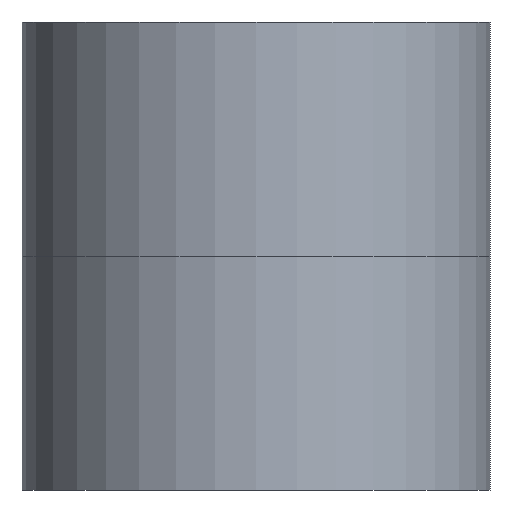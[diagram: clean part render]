
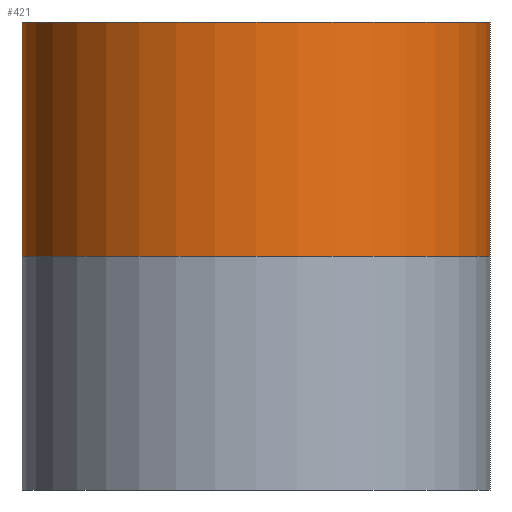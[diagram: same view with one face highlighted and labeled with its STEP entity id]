
A CAD part, front view. The second image highlights one B-rep face of the part: STEP entity #421.
In plain terms, the highlighted cylindrical face has radius 6.35 mm (diameter 12.7 mm), a full revolution.
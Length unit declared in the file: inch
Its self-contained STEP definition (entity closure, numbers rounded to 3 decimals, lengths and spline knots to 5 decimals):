
#17=CYLINDRICAL_SURFACE('',#463,0.25);
#26=CIRCLE('',#456,0.25);
#30=CIRCLE('',#464,0.25);
#31=CIRCLE('',#465,0.25);
#51=FACE_OUTER_BOUND('',#77,.T.);
#77=EDGE_LOOP('',(#350,#351,#352,#353,#354,#355,#356));
#124=LINE('',#678,#171);
#125=LINE('',#682,#172);
#126=LINE('',#685,#173);
#171=VECTOR('',#559,0.25);
#172=VECTOR('',#562,0.3937);
#173=VECTOR('',#565,0.3937);
#205=VERTEX_POINT('',#663);
#209=VERTEX_POINT('',#677);
#210=VERTEX_POINT('',#679);
#211=VERTEX_POINT('',#681);
#212=VERTEX_POINT('',#683);
#254=EDGE_CURVE('',#205,#205,#26,.T.);
#260=EDGE_CURVE('',#205,#209,#124,.T.);
#261=EDGE_CURVE('',#210,#209,#30,.T.);
#262=EDGE_CURVE('',#211,#210,#125,.T.);
#263=EDGE_CURVE('',#211,#212,#31,.T.);
#264=EDGE_CURVE('',#212,#209,#126,.T.);
#350=ORIENTED_EDGE('',*,*,#254,.F.);
#351=ORIENTED_EDGE('',*,*,#260,.T.);
#352=ORIENTED_EDGE('',*,*,#261,.F.);
#353=ORIENTED_EDGE('',*,*,#262,.F.);
#354=ORIENTED_EDGE('',*,*,#263,.T.);
#355=ORIENTED_EDGE('',*,*,#264,.T.);
#356=ORIENTED_EDGE('',*,*,#260,.F.);
#421=ADVANCED_FACE('',(#51),#17,.T.);
#456=AXIS2_PLACEMENT_3D('',#664,#541,#542);
#463=AXIS2_PLACEMENT_3D('',#676,#557,#558);
#464=AXIS2_PLACEMENT_3D('',#680,#560,#561);
#465=AXIS2_PLACEMENT_3D('',#684,#563,#564);
#541=DIRECTION('center_axis',(0.,0.,1.));
#542=DIRECTION('ref_axis',(-1.,0.,0.));
#557=DIRECTION('center_axis',(0.,0.,1.));
#558=DIRECTION('ref_axis',(1.,0.,0.));
#559=DIRECTION('',(0.,0.,-1.));
#560=DIRECTION('center_axis',(0.,0.,-1.));
#561=DIRECTION('ref_axis',(-1.,0.,0.));
#562=DIRECTION('',(0.,0.,1.));
#563=DIRECTION('center_axis',(0.,0.,1.));
#564=DIRECTION('ref_axis',(1.,0.,0.));
#565=DIRECTION('',(0.,0.,1.));
#663=CARTESIAN_POINT('',(-0.25,1.,0.5));
#664=CARTESIAN_POINT('Origin',(0.,1.,0.5));
#676=CARTESIAN_POINT('Origin',(0.,1.,0.));
#677=CARTESIAN_POINT('',(-0.25,1.,0.25));
#678=CARTESIAN_POINT('',(-0.25,1.,0.));
#679=CARTESIAN_POINT('',(0.25,1.,0.25));
#680=CARTESIAN_POINT('Origin',(0.,1.,0.25));
#681=CARTESIAN_POINT('',(0.25,1.,0.));
#682=CARTESIAN_POINT('',(0.25,1.,0.));
#683=CARTESIAN_POINT('',(-0.25,1.,0.));
#684=CARTESIAN_POINT('Origin',(0.,1.,0.));
#685=CARTESIAN_POINT('',(-0.25,1.,0.));
